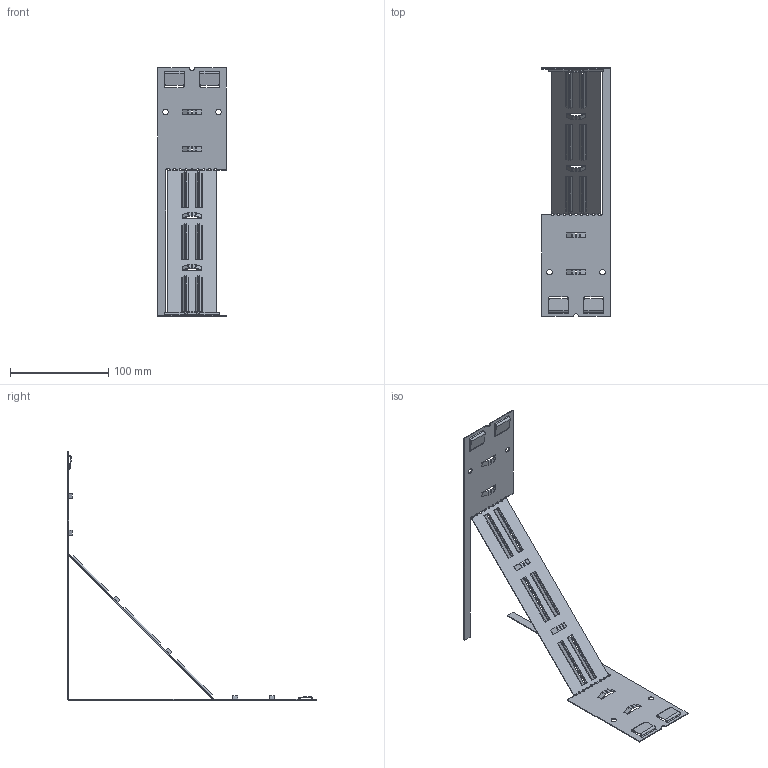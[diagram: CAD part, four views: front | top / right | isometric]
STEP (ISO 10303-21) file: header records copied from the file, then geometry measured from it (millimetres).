
FILE_DESCRIPTION(/* description */ ('Panelfäste hörn'),/* implementation_level */ '2;1');
FILE_NAME(/* name */ 'HINT-FE-037.stp',/* time_stamp */ '2015-06-22T14:12:43+02:00',/* author */ ('JJ'),/* organization */ (''),/* preprocessor_version */ 'ST-DEVELOPER v15.6',/* originating_system */ 'Autodesk Inventor 2015',/* authorisation */ '');
FILE_SCHEMA (('AUTOMOTIVE_DESIGN { 1 0 10303 214 3 1 1 }'));
Length unit declared in the file: millimetre
Products named in the file (2): HINT-FE-003; HINT-FE-037
Assembly tree (1 placements, depth 2):
  HINT-FE-037
    HINT-FE-003
Bounding box: 70 x 253.06 x 253.06 mm (x, y, z)
Volume: 24434.5 mm3; surface area: 57497.1 mm2
Topology: 1 solids, 1 shells, 696 faces, 1738 edges, 1016 vertices
Faces by surface type: plane 474, cylinder 186, bspline 36
Full cylindrical faces by diameter (mm): 5.5 x4
Entity records: 26266 total; most frequent: CARTESIAN_POINT 9789, ORIENTED_EDGE 3468, DIRECTION 3288, EDGE_CURVE 1734, LINE 1362, VECTOR 1362, VERTEX_POINT 1016, AXIS2_PLACEMENT_3D 963
